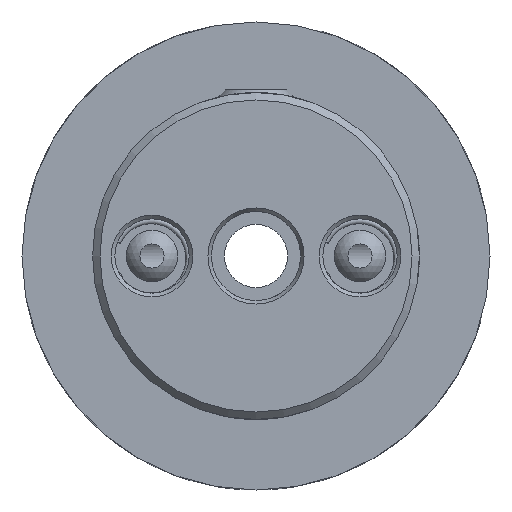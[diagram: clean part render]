
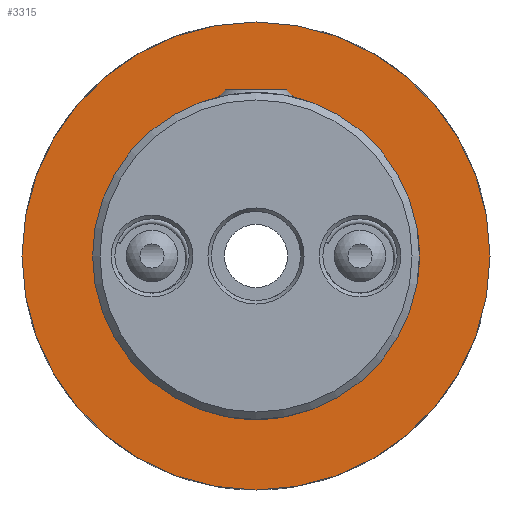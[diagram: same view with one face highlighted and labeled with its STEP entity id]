
A CAD part, left-side view. The second image highlights one B-rep face of the part: STEP entity #3315.
In plain terms, the highlighted planar face has unit normal (-1, 0, 0).
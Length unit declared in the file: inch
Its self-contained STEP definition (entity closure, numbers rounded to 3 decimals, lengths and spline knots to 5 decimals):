
#124=FACE_BOUND('',#598,.T.);
#216=PLANE('',#3683);
#389=FACE_OUTER_BOUND('',#597,.T.);
#597=EDGE_LOOP('',(#2866,#2867));
#598=EDGE_LOOP('',(#2868,#2869));
#782=CIRCLE('',#3681,0.85827);
#783=CIRCLE('',#3682,0.85827);
#784=CIRCLE('',#3684,1.24016);
#785=CIRCLE('',#3685,1.24016);
#1513=VERTEX_POINT('',#7370);
#1514=VERTEX_POINT('',#7371);
#1515=VERTEX_POINT('',#7376);
#1516=VERTEX_POINT('',#7377);
#1982=EDGE_CURVE('',#1513,#1514,#782,.T.);
#1983=EDGE_CURVE('',#1514,#1513,#783,.T.);
#1985=EDGE_CURVE('',#1515,#1516,#784,.T.);
#1986=EDGE_CURVE('',#1516,#1515,#785,.T.);
#2866=ORIENTED_EDGE('',*,*,#1985,.F.);
#2867=ORIENTED_EDGE('',*,*,#1986,.F.);
#2868=ORIENTED_EDGE('',*,*,#1982,.T.);
#2869=ORIENTED_EDGE('',*,*,#1983,.T.);
#3315=ADVANCED_FACE('',(#389,#124),#216,.T.);
#3681=AXIS2_PLACEMENT_3D('',#7372,#4520,#4521);
#3682=AXIS2_PLACEMENT_3D('',#7373,#4522,#4523);
#3683=AXIS2_PLACEMENT_3D('',#7375,#4525,#4526);
#3684=AXIS2_PLACEMENT_3D('',#7378,#4527,#4528);
#3685=AXIS2_PLACEMENT_3D('',#7379,#4529,#4530);
#4520=DIRECTION('center_axis',(1.,0.,0.));
#4521=DIRECTION('ref_axis',(0.,1.,0.));
#4522=DIRECTION('center_axis',(1.,0.,0.));
#4523=DIRECTION('ref_axis',(0.,1.,0.));
#4525=DIRECTION('center_axis',(-1.,0.,0.));
#4526=DIRECTION('ref_axis',(0.,0.,1.));
#4527=DIRECTION('center_axis',(1.,0.,0.));
#4528=DIRECTION('ref_axis',(0.,1.,0.));
#4529=DIRECTION('center_axis',(1.,0.,0.));
#4530=DIRECTION('ref_axis',(0.,1.,0.));
#7370=CARTESIAN_POINT('',(-0.86614,0.85827,0.));
#7371=CARTESIAN_POINT('',(-0.86614,-0.85827,0.));
#7372=CARTESIAN_POINT('Origin',(-0.86614,0.,
0.));
#7373=CARTESIAN_POINT('Origin',(-0.86614,0.,
0.));
#7375=CARTESIAN_POINT('Origin',(-0.86614,1.04921,0.));
#7376=CARTESIAN_POINT('',(-0.86614,1.24016,0.));
#7377=CARTESIAN_POINT('',(-0.86614,-1.24016,0.));
#7378=CARTESIAN_POINT('Origin',(-0.86614,0.,
0.));
#7379=CARTESIAN_POINT('Origin',(-0.86614,0.,
0.));
